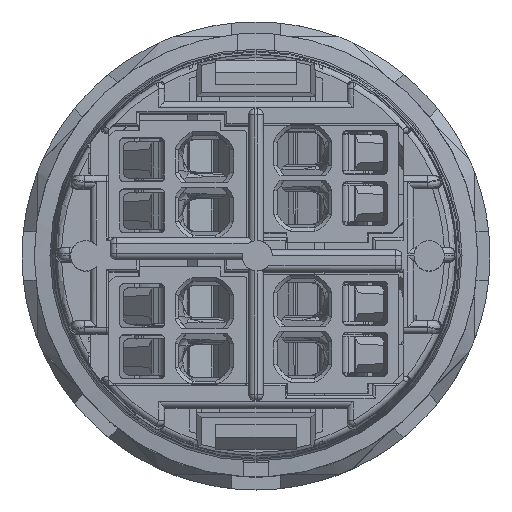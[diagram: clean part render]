
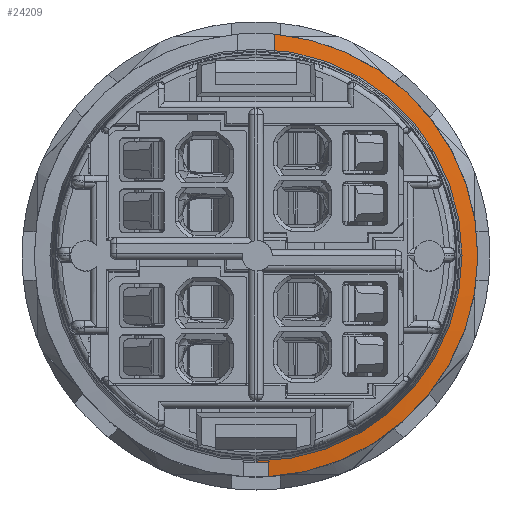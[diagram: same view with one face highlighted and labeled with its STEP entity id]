
A CAD part, top view. The second image highlights one B-rep face of the part: STEP entity #24209.
In plain terms, the highlighted conical face has half-angle 82.405 degrees and reference radius 16.75 mm.
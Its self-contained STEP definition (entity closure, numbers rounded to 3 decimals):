
#770 = AXIS2_PLACEMENT_3D ( 'NONE', #55373, #13900, #64363 ) ;
#7697 = EDGE_CURVE ( 'NONE', #89273, #28326, #100801, .T. ) ;
#10920 = CARTESIAN_POINT ( 'NONE',  ( 18.188, -1.5, 5.8 ) ) ;
#11952 = B_SPLINE_CURVE_WITH_KNOTS ( 'NONE', 3,
 ( #69965, #69230, #44494, #35540, #78987, #104011, #10920 ),
 .UNSPECIFIED., .F., .F.,
 ( 4, 3, 4 ),
 ( 0.004, 0.004, 0.006 ),
 .UNSPECIFIED. ) ;
#13900 = DIRECTION ( 'NONE',  ( 0., 0., -1. ) ) ;
#14610 = EDGE_CURVE ( 'NONE', #89273, #110639, #75382, .T. ) ;
#16120 = CARTESIAN_POINT ( 'NONE',  ( 0., 0., 5.96 ) ) ;
#24069 = VERTEX_POINT ( 'NONE', #36340 ) ;
#24209 = ADVANCED_FACE ( 'NONE', ( #106455 ), #35367, .T. ) ;
#25097 = DIRECTION ( 'NONE',  ( 0., 0., -1. ) ) ;
#27608 = CARTESIAN_POINT ( 'NONE',  ( 0., 0., 6. ) ) ;
#28294 = ORIENTED_EDGE ( 'NONE', *, *, #14610, .T. ) ;
#28326 = VERTEX_POINT ( 'NONE', #48424 ) ;
#28730 = DIRECTION ( 'NONE',  ( 0., 0., -1. ) ) ;
#29605 = CIRCLE ( 'NONE', #56681, 18.25 ) ;
#30175 = CARTESIAN_POINT ( 'NONE',  ( -18.221, -1.035, 5.8 ) ) ;
#33333 = DIRECTION ( 'NONE',  ( 0., 0., -1. ) ) ;
#35367 = CONICAL_SURFACE ( 'NONE', #770, 16.75, 1.438 ) ;
#35540 = CARTESIAN_POINT ( 'NONE',  ( 16.788, -1.5, 5.986 ) ) ;
#35885 = CARTESIAN_POINT ( 'NONE',  ( -17.02, -1.007, 5.96 ) ) ;
#36340 = CARTESIAN_POINT ( 'NONE',  ( -16.75, 0., 6. ) ) ;
#38304 = ORIENTED_EDGE ( 'NONE', *, *, #97692, .T. ) ;
#42129 = EDGE_CURVE ( 'NONE', #69935, #110639, #29605, .T. ) ;
#44494 = CARTESIAN_POINT ( 'NONE',  ( 16.753, -1.5, 5.991 ) ) ;
#44649 = ORIENTED_EDGE ( 'NONE', *, *, #42129, .F. ) ;
#47578 = ORIENTED_EDGE ( 'NONE', *, *, #61109, .F. ) ;
#48424 = CARTESIAN_POINT ( 'NONE',  ( -17.05, 0., 5.96 ) ) ;
#49840 = ORIENTED_EDGE ( 'NONE', *, *, #79654, .T. ) ;
#51027 = VECTOR ( 'NONE', #77458, 1000. ) ;
#54990 = LINE ( 'NONE', #60191, #51027 ) ;
#55373 = CARTESIAN_POINT ( 'NONE',  ( 0., 0., 6. ) ) ;
#56681 = AXIS2_PLACEMENT_3D ( 'NONE', #76419, #33333, #101449 ) ;
#57807 = DIRECTION ( 'NONE',  ( -1., 0., 0. ) ) ;
#60191 = CARTESIAN_POINT ( 'NONE',  ( -16.75, 0., 6. ) ) ;
#61109 = EDGE_CURVE ( 'NONE', #63067, #69935, #11952, .T. ) ;
#63067 = VERTEX_POINT ( 'NONE', #77938 ) ;
#63283 = EDGE_LOOP ( 'NONE', ( #49840, #38304, #80756, #28294, #44649, #47578 ) ) ;
#64363 = DIRECTION ( 'NONE',  ( -1., 0., 0. ) ) ;
#69230 = CARTESIAN_POINT ( 'NONE',  ( 16.718, -1.5, 5.995 ) ) ;
#69935 = VERTEX_POINT ( 'NONE', #70416 ) ;
#69965 = CARTESIAN_POINT ( 'NONE',  ( 16.683, -1.5, 6. ) ) ;
#70275 = CARTESIAN_POINT ( 'NONE',  ( -18.221, -1.035, 5.8 ) ) ;
#70416 = CARTESIAN_POINT ( 'NONE',  ( 18.188, -1.5, 5.8 ) ) ;
#72288 = CIRCLE ( 'NONE', #77929, 16.75 ) ;
#74226 = AXIS2_PLACEMENT_3D ( 'NONE', #16120, #25097, #102119 ) ;
#75382 = B_SPLINE_CURVE_WITH_KNOTS ( 'NONE', 3,
 ( #93571, #93207, #95756, #70275 ),
 .UNSPECIFIED., .F., .F.,
 ( 4, 4 ),
 ( 0., 0.001 ),
 .UNSPECIFIED. ) ;
#76419 = CARTESIAN_POINT ( 'NONE',  ( 0., 0., 5.8 ) ) ;
#77458 = DIRECTION ( 'NONE',  ( -0.991, 0., -0.132 ) ) ;
#77929 = AXIS2_PLACEMENT_3D ( 'NONE', #27608, #28730, #57807 ) ;
#77938 = CARTESIAN_POINT ( 'NONE',  ( 16.683, -1.5, 6. ) ) ;
#78987 = CARTESIAN_POINT ( 'NONE',  ( 17.255, -1.5, 5.924 ) ) ;
#79654 = EDGE_CURVE ( 'NONE', #63067, #24069, #72288, .T. ) ;
#80756 = ORIENTED_EDGE ( 'NONE', *, *, #7697, .F. ) ;
#89273 = VERTEX_POINT ( 'NONE', #35885 ) ;
#93207 = CARTESIAN_POINT ( 'NONE',  ( -17.42, -1.016, 5.907 ) ) ;
#93571 = CARTESIAN_POINT ( 'NONE',  ( -17.02, -1.007, 5.96 ) ) ;
#95756 = CARTESIAN_POINT ( 'NONE',  ( -17.82, -1.026, 5.853 ) ) ;
#97692 = EDGE_CURVE ( 'NONE', #24069, #28326, #54990, .T. ) ;
#100801 = CIRCLE ( 'NONE', #74226, 17.05 ) ;
#101449 = DIRECTION ( 'NONE',  ( -1., 0., 0. ) ) ;
#102119 = DIRECTION ( 'NONE',  ( -1., 0., 0. ) ) ;
#104011 = CARTESIAN_POINT ( 'NONE',  ( 17.721, -1.5, 5.862 ) ) ;
#106455 = FACE_OUTER_BOUND ( 'NONE', #63283, .T. ) ;
#110639 = VERTEX_POINT ( 'NONE', #30175 ) ;
